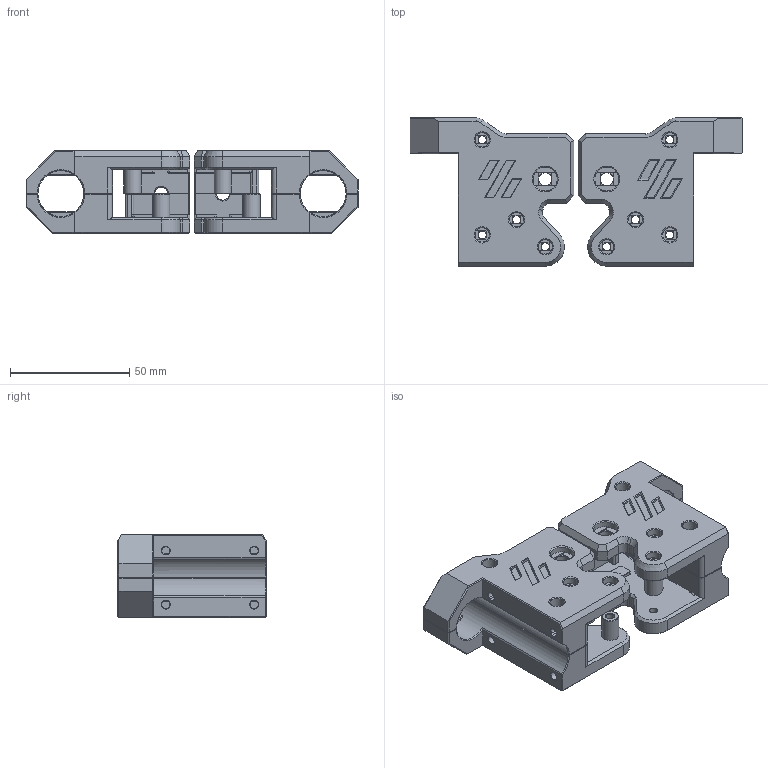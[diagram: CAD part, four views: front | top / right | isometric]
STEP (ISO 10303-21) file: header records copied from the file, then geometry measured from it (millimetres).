
FILE_DESCRIPTION(/* description */ (''),/* implementation_level */ '2;1');
FILE_NAME(/* name */ '[a]_xz_blocks.step',/* time_stamp */ '2025-07-28T12:39:20+02:00',/* author */ (''),/* organization */ (''),/* preprocessor_version */ 'ST-DEVELOPER v20.1',/* originating_system */ 'Autodesk Translation Framework v14.10.0.0',/* authorisation */ '');
FILE_SCHEMA (('AUTOMOTIVE_DESIGN { 1 0 10303 214 3 1 1 }'));
Length unit declared in the file: millimetre
Products named in the file (1): [a]_xz_blocks
Bounding box: 138.97 x 62 x 34.65 mm (x, y, z)
Volume: 121518.5 mm3; surface area: 45730 mm2
Topology: 4 solids, 4 shells, 1106 faces, 2786 edges, 1710 vertices
Faces by surface type: plane 774, cone 164, cylinder 140, bspline 28
Full cylindrical faces by diameter (mm): 3.4 x16, 4.6 x4, 5.4 x4, 6 x8, 7.2 x4, 10 x4
Entity records: 33143 total; most frequent: CARTESIAN_POINT 6639, ORIENTED_EDGE 5572, DIRECTION 5304, EDGE_CURVE 2786, LINE 2098, VECTOR 2098, VERTEX_POINT 1710, AXIS2_PLACEMENT_3D 1603
